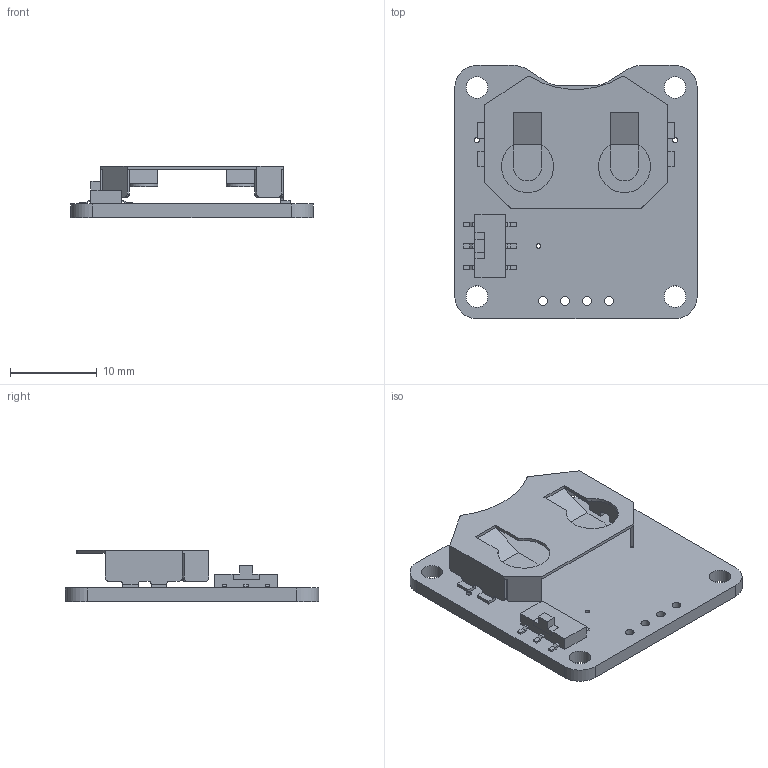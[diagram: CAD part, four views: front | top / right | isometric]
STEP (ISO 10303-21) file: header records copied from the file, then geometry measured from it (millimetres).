
FILE_DESCRIPTION(/* description */ (''),/* implementation_level */ '2;1');
FILE_NAME(/* name */ 'PCB Component.step',/* time_stamp */ '2023-02-03T10:23:37-05:00',/* author */ (''),/* organization */ (''),/* preprocessor_version */ 'ST-DEVELOPER v19.2',/* originating_system */ 'Autodesk Translation Framework v11.17.0.187',/* authorisation */ '');
FILE_SCHEMA (('AUTOMOTIVE_DESIGN { 1 0 10303 214 3 1 1 }'));
Length unit declared in the file: millimetre
Products named in the file (4): PCB Component; Board; CR2032_SMT_BAT-HLD-001; EG1390
Assembly tree (3 placements, depth 2):
  PCB Component
    Board
    CR2032_SMT_BAT-HLD-001
    EG1390
Bounding box: 27.94 x 29.23 x 5.89 mm (x, y, z)
Volume: 1363.8 mm3; surface area: 2674.4 mm2
Topology: 10 solids, 10 shells, 207 faces, 539 edges, 354 vertices
Faces by surface type: plane 159, cylinder 46, cone 2
Full cylindrical faces by diameter (mm): 0.5 x1, 0.6 x2, 0.8 x2, 1 x2, 1.016 x4, 2.5 x4
Entity records: 6504 total; most frequent: CARTESIAN_POINT 1107, ORIENTED_EDGE 1078, DIRECTION 1061, EDGE_CURVE 539, LINE 445, VECTOR 445, VERTEX_POINT 354, AXIS2_PLACEMENT_3D 308
